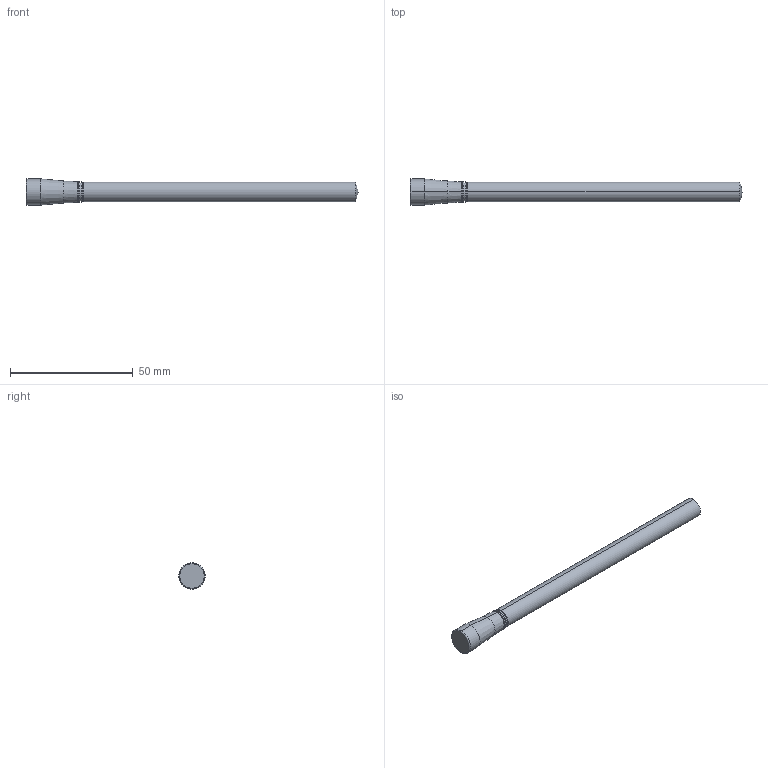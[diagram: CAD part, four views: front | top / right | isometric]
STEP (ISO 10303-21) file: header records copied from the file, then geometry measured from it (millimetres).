
FILE_DESCRIPTION (( 'STEP AP214' ), '1' );
FILE_NAME ('S-287-1_Dule Band Antenna.STEP', '2024-12-03T13:48:30', ( '' ), ( '' ), 'SwSTEP 2.0', 'SolidWorks 2019', '' );
FILE_SCHEMA (( 'AUTOMOTIVE_DESIGN' ));
Length unit declared in the file: millimetre
Products named in the file (1): S-287-1_Dule Band Antenna
Bounding box: 135.5 x 10.7 x 10.7 mm (x, y, z)
Volume: 7451.7 mm3; surface area: 3743.7 mm2
Topology: 1 solids, 1 shells, 29 faces, 58 edges, 37 vertices
Faces by surface type: cone 14, plane 7, cylinder 4, sphere 2, torus 2
Entity records: 806 total; most frequent: DIRECTION 158, CARTESIAN_POINT 125, ORIENTED_EDGE 116, AXIS2_PLACEMENT_3D 70, EDGE_CURVE 58, CIRCLE 40, VERTEX_POINT 37, EDGE_LOOP 35
